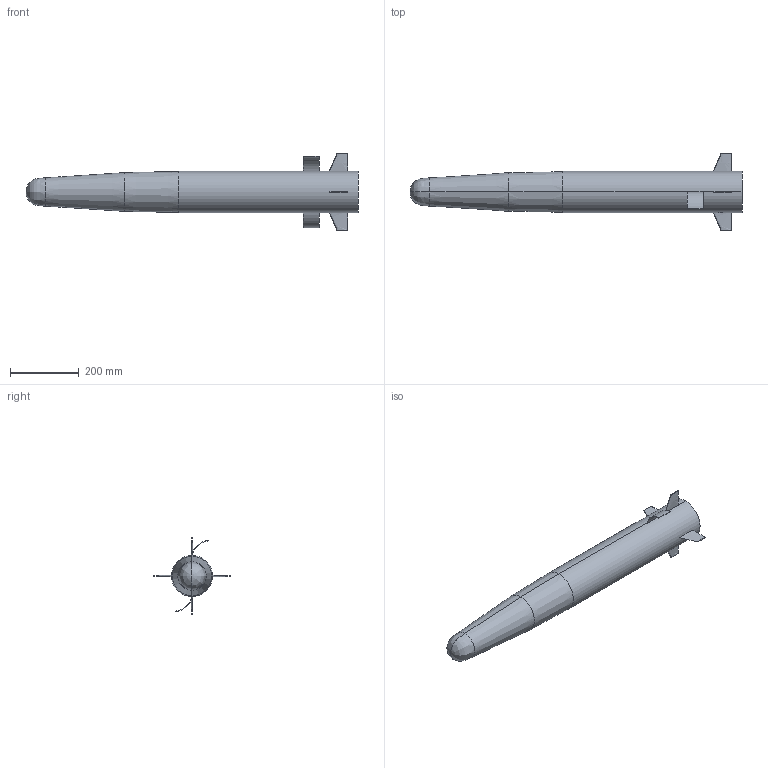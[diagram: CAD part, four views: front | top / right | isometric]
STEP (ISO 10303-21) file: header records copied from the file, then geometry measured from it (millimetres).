
FILE_DESCRIPTION (( 'STEP AP214' ), '1' );
FILE_NAME ('kobraSalome.STEP', '2017-11-04T08:59:26', ( '砐錪賧瘔蠈錪' ), ( '' ), 'SwSTEP 2.0', 'SolidWorks 2010', '' );
FILE_SCHEMA (( 'AUTOMOTIVE_DESIGN' ));
Length unit declared in the file: millimetre
Products named in the file (1): kobraSalome
Bounding box: 968 x 222.42 x 222.42 mm (x, y, z)
Volume: 9558999 mm3; surface area: 382335.1 mm2
Topology: 1 solids, 1 shells, 30 faces, 75 edges, 47 vertices
Faces by surface type: plane 12, cylinder 8, bspline 6, cone 4
Entity records: 3945 total; most frequent: CARTESIAN_POINT 2893, ORIENTED_EDGE 154, DIRECTION 127, EDGE_CURVE 77, VERTEX_POINT 51, AXIS2_PLACEMENT_3D 51, UNCERTAINTY_MEASURE_WITH_UNIT 33, EDGE_LOOP 32
